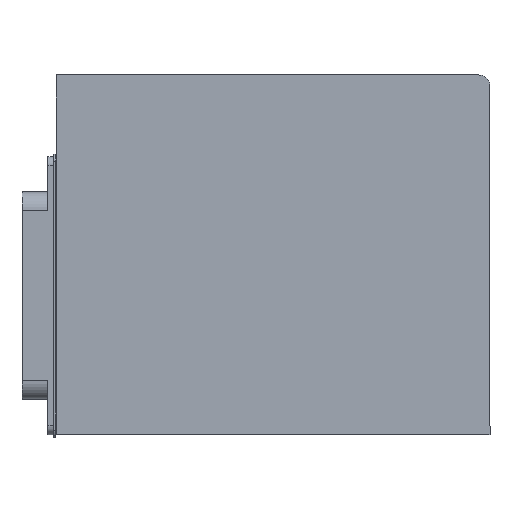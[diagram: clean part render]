
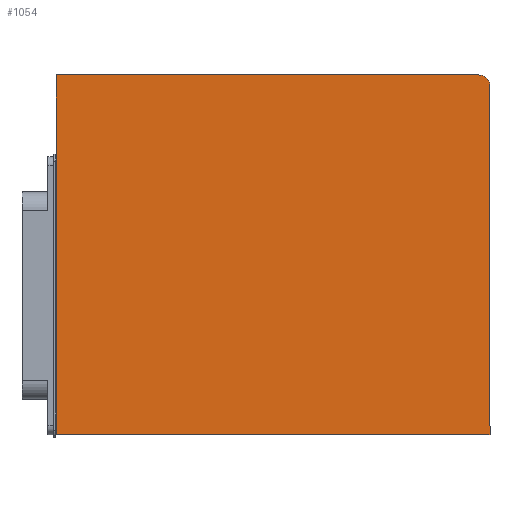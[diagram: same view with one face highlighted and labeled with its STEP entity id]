
A CAD part, left-side view. The second image highlights one B-rep face of the part: STEP entity #1054.
In plain terms, the highlighted planar face has unit normal (-1, 0, 0).
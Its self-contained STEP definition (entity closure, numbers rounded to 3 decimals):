
#69 = VECTOR ( 'NONE', #2712, 1000. ) ;
#265 = CARTESIAN_POINT ( 'NONE',  ( -1.2, -169.7, 1.7 ) ) ;
#277 = ORIENTED_EDGE ( 'NONE', *, *, #328, .F. ) ;
#328 = EDGE_CURVE ( 'NONE', #477, #4549, #2743, .T. ) ;
#402 = EDGE_LOOP ( 'NONE', ( #1872, #277, #3488, #1329, #1219 ) ) ;
#429 = DIRECTION ( 'NONE',  ( 0., -1., 0. ) ) ;
#430 = CARTESIAN_POINT ( 'NONE',  ( -1.2, 15.8, -147.3 ) ) ;
#477 = VERTEX_POINT ( 'NONE', #265 ) ;
#575 = AXIS2_PLACEMENT_3D ( 'NONE', #2020, #3409, #3860 ) ;
#913 = CARTESIAN_POINT ( 'NONE',  ( -1.2, -164.7, 6.7 ) ) ;
#1050 = VECTOR ( 'NONE', #429, 1000. ) ;
#1054 = ADVANCED_FACE ( 'NONE', ( #1973 ), #3839, .T. ) ;
#1219 = ORIENTED_EDGE ( 'NONE', *, *, #3627, .F. ) ;
#1254 = DIRECTION ( 'NONE',  ( 0., -1., 0. ) ) ;
#1329 = ORIENTED_EDGE ( 'NONE', *, *, #1354, .F. ) ;
#1354 = EDGE_CURVE ( 'NONE', #2370, #3399, #4104, .T. ) ;
#1592 = CARTESIAN_POINT ( 'NONE',  ( -1.2, -164.7, 1.7 ) ) ;
#1619 = CARTESIAN_POINT ( 'NONE',  ( -1.2, 15.8, -147.3 ) ) ;
#1765 = VERTEX_POINT ( 'NONE', #2771 ) ;
#1872 = ORIENTED_EDGE ( 'NONE', *, *, #2403, .F. ) ;
#1900 = CARTESIAN_POINT ( 'NONE',  ( -1.2, 15.8, 6.7 ) ) ;
#1973 = FACE_OUTER_BOUND ( 'NONE', #402, .T. ) ;
#2001 = DIRECTION ( 'NONE',  ( 0., 1., 0. ) ) ;
#2020 = CARTESIAN_POINT ( 'NONE',  ( -1.2, -164.7, 1.7 ) ) ;
#2294 = DIRECTION ( 'NONE',  ( 1., 0., 0. ) ) ;
#2296 = LINE ( 'NONE', #1619, #2951 ) ;
#2310 = VECTOR ( 'NONE', #3845, 1000. ) ;
#2370 = VERTEX_POINT ( 'NONE', #2886 ) ;
#2392 = CARTESIAN_POINT ( 'NONE',  ( -1.2, -169.7, -147.3 ) ) ;
#2403 = EDGE_CURVE ( 'NONE', #4549, #1765, #2296, .T. ) ;
#2610 = AXIS2_PLACEMENT_3D ( 'NONE', #1592, #2294, #1254 ) ;
#2712 = DIRECTION ( 'NONE',  ( 0., 0., 1. ) ) ;
#2743 = LINE ( 'NONE', #2392, #2310 ) ;
#2771 = CARTESIAN_POINT ( 'NONE',  ( -1.2, 15.8, -147.3 ) ) ;
#2886 = CARTESIAN_POINT ( 'NONE',  ( -1.2, 15.8, 6.7 ) ) ;
#2951 = VECTOR ( 'NONE', #2001, 1000. ) ;
#3221 = EDGE_CURVE ( 'NONE', #3399, #477, #3593, .T. ) ;
#3341 = CARTESIAN_POINT ( 'NONE',  ( -1.2, -169.7, -147.3 ) ) ;
#3399 = VERTEX_POINT ( 'NONE', #913 ) ;
#3409 = DIRECTION ( 'NONE',  ( -1., 0., 0. ) ) ;
#3488 = ORIENTED_EDGE ( 'NONE', *, *, #3221, .F. ) ;
#3593 = CIRCLE ( 'NONE', #2610, 5. ) ;
#3627 = EDGE_CURVE ( 'NONE', #1765, #2370, #4460, .T. ) ;
#3839 = PLANE ( 'NONE',  #575 ) ;
#3845 = DIRECTION ( 'NONE',  ( 0., 0., -1. ) ) ;
#3860 = DIRECTION ( 'NONE',  ( 0., -1., 0. ) ) ;
#4104 = LINE ( 'NONE', #1900, #1050 ) ;
#4460 = LINE ( 'NONE', #430, #69 ) ;
#4549 = VERTEX_POINT ( 'NONE', #3341 ) ;
